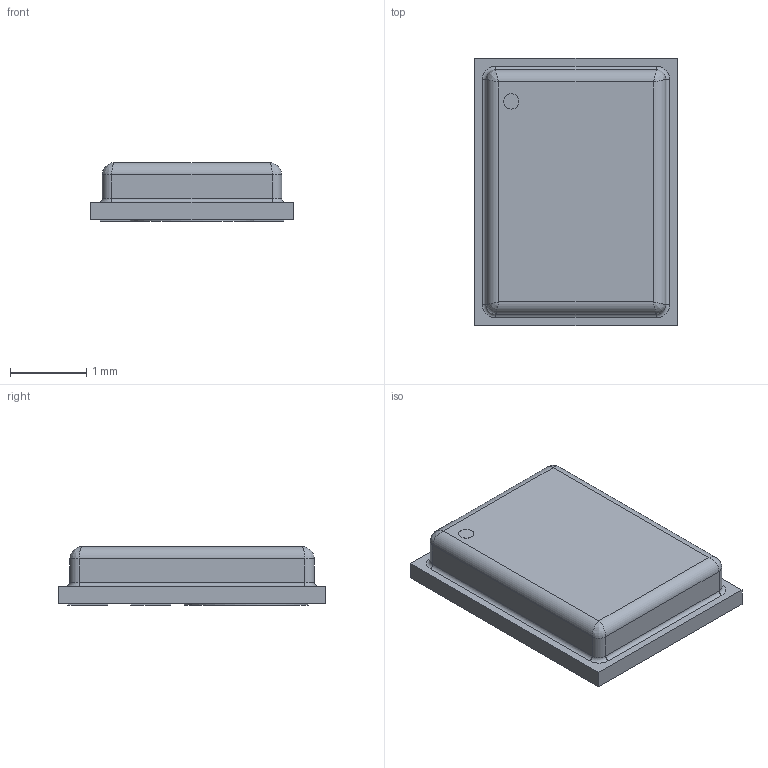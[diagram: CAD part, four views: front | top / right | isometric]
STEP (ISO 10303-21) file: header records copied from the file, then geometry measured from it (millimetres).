
FILE_DESCRIPTION (( 'STEP AP214' ), '1' );
FILE_NAME ('MIC-SMD_6P-L3.5-W2.7-P0.90-BL.step', '2022-07-04T12:02:32', ( '' ), ( '' ), 'SwSTEP 2.0', 'SolidWorks 2020', '' );
FILE_SCHEMA (( 'AUTOMOTIVE_DESIGN' ));
Length unit declared in the file: millimetre
Products named in the file (1): MIC-SMD_6P-L3.5-W2.7-P0.90-BL
Bounding box: 2.65 x 3.5 x 0.77 mm (x, y, z)
Volume: 6 mm3; surface area: 27 mm2
Topology: 1 solids, 1 shells, 292 faces, 767 edges, 502 vertices
Faces by surface type: plane 166, bspline 102, cylinder 20, torus 4
Entity records: 12717 total; most frequent: CARTESIAN_POINT 2980, ORIENTED_EDGE 1526, DIRECTION 973, EDGE_CURVE 763, LINE 519, VECTOR 519, VERTEX_POINT 502, EDGE_LOOP 321
